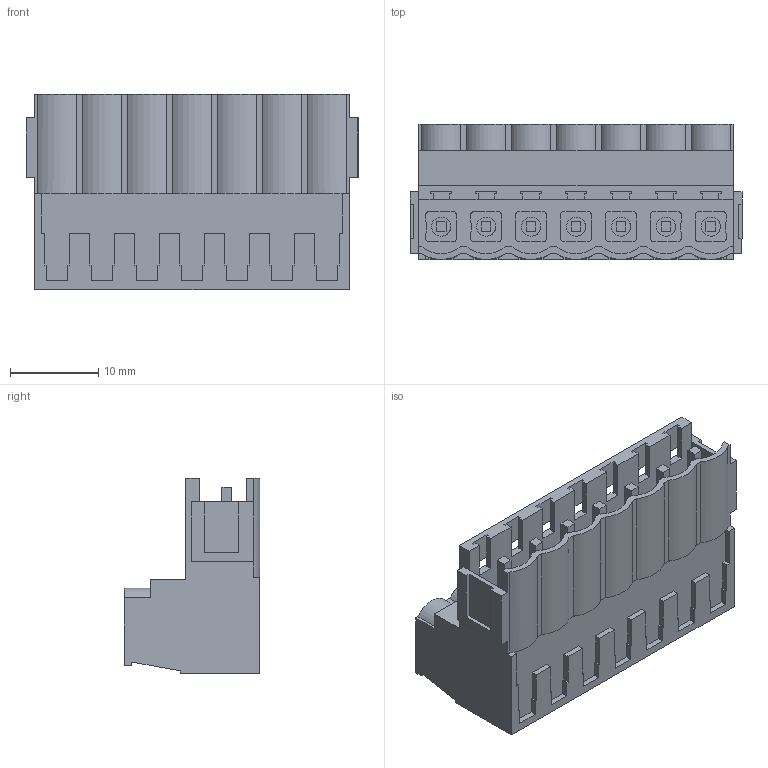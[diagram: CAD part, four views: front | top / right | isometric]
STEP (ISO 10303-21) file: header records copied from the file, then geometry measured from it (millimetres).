
FILE_DESCRIPTION(('CATIA V5 STEP Exchange','CAx-IF Rec.Pracs.--- Model Styling and Organization---1.4--- 2014-01-23'),'2;1');
FILE_NAME ('D1453766_2_1627290000_1627290000.stp','2022-08-02T08:07:57+00:00',('none'),('Weidmueller'),'CATIA Version 5-6 Release 2016 SP3 HF44','CATIA V5 STEP AP214','none');
FILE_SCHEMA(('AUTOMOTIVE_DESIGN { 1 0 10303 214 1 1 1 1 }'));
Length unit declared in the file: millimetre
Products named in the file (1): 1627290000
Bounding box: 37.52 x 15.3 x 22.05 mm (x, y, z)
Volume: 6141.3 mm3; surface area: 5557.1 mm2
Topology: 15 solids, 15 shells, 518 faces, 1352 edges, 892 vertices
Faces by surface type: plane 399, cylinder 91, extrusion 28
Entity records: 15581 total; most frequent: CARTESIAN_POINT 3656, ORIENTED_EDGE 2704, DIRECTION 1927, EDGE_CURVE 1352, VECTOR 1112, LINE 1084, VERTEX_POINT 892, EDGE_LOOP 560
